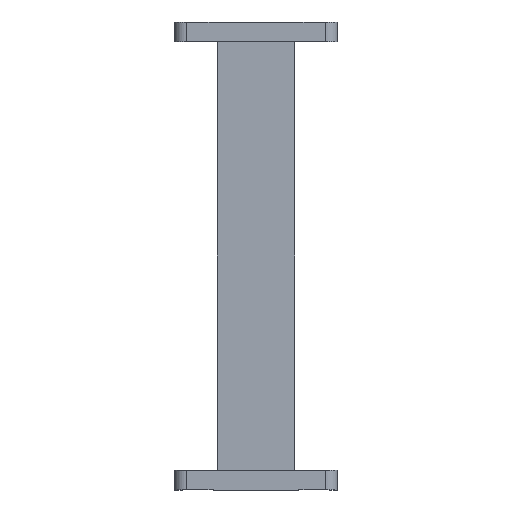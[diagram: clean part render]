
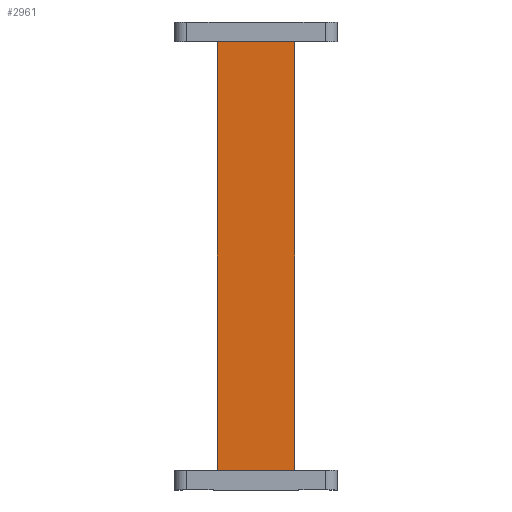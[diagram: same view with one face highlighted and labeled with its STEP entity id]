
A CAD part, front view. The second image highlights one B-rep face of the part: STEP entity #2961.
In plain terms, the highlighted planar face has unit normal (0, -1, 0).
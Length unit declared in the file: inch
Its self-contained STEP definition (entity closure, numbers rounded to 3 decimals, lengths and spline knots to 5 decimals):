
#55 = FACE_OUTER_BOUND ( 'NONE', #1364, .T. ) ;
#153 = DIRECTION ( 'NONE',  ( 0., 0., -1. ) ) ;
#368 = LINE ( 'NONE', #938, #1696 ) ;
#383 = CARTESIAN_POINT ( 'NONE',  ( 0., -0.25, 2.75 ) ) ;
#647 = VERTEX_POINT ( 'NONE', #4231 ) ;
#745 = DIRECTION ( 'NONE',  ( 0., 1., 0. ) ) ;
#834 = ORIENTED_EDGE ( 'NONE', *, *, #889, .F. ) ;
#886 = ORIENTED_EDGE ( 'NONE', *, *, #1627, .T. ) ;
#889 = EDGE_CURVE ( 'NONE', #647, #2439, #368, .T. ) ;
#938 = CARTESIAN_POINT ( 'NONE',  ( -0.5, -0.25, -2.75 ) ) ;
#998 = VERTEX_POINT ( 'NONE', #2438 ) ;
#1014 = LINE ( 'NONE', #383, #4190 ) ;
#1130 = DIRECTION ( 'NONE',  ( 1., 0., 0. ) ) ;
#1364 = EDGE_LOOP ( 'NONE', ( #2755, #1772, #886, #834 ) ) ;
#1390 = CARTESIAN_POINT ( 'NONE',  ( 0.5, -0.25, 2.75 ) ) ;
#1619 = CARTESIAN_POINT ( 'NONE',  ( -0.5, -0.25, 3. ) ) ;
#1627 = EDGE_CURVE ( 'NONE', #998, #2439, #4382, .T. ) ;
#1696 = VECTOR ( 'NONE', #2629, 39.37008 ) ;
#1772 = ORIENTED_EDGE ( 'NONE', *, *, #3232, .T. ) ;
#1847 = CARTESIAN_POINT ( 'NONE',  ( -0.5, -0.25, 3. ) ) ;
#1897 = CARTESIAN_POINT ( 'NONE',  ( 0.5, -0.25, 3. ) ) ;
#1974 = DIRECTION ( 'NONE',  ( 0., 0., -1. ) ) ;
#2083 = DIRECTION ( 'NONE',  ( -1., 0., 0. ) ) ;
#2103 = VERTEX_POINT ( 'NONE', #1390 ) ;
#2438 = CARTESIAN_POINT ( 'NONE',  ( -0.5, -0.25, 2.75 ) ) ;
#2439 = VERTEX_POINT ( 'NONE', #4277 ) ;
#2489 = PLANE ( 'NONE',  #3985 ) ;
#2585 = EDGE_CURVE ( 'NONE', #2103, #647, #4233, .T. ) ;
#2629 = DIRECTION ( 'NONE',  ( -1., 0., 0. ) ) ;
#2755 = ORIENTED_EDGE ( 'NONE', *, *, #2585, .F. ) ;
#2961 = ADVANCED_FACE ( 'NONE', ( #55 ), #2489, .F. ) ;
#3128 = VECTOR ( 'NONE', #1974, 39.37008 ) ;
#3232 = EDGE_CURVE ( 'NONE', #2103, #998, #1014, .T. ) ;
#3985 = AXIS2_PLACEMENT_3D ( 'NONE', #1847, #745, #1130 ) ;
#4116 = VECTOR ( 'NONE', #153, 39.37008 ) ;
#4190 = VECTOR ( 'NONE', #2083, 39.37008 ) ;
#4231 = CARTESIAN_POINT ( 'NONE',  ( 0.5, -0.25, -2.75 ) ) ;
#4233 = LINE ( 'NONE', #1897, #4116 ) ;
#4277 = CARTESIAN_POINT ( 'NONE',  ( -0.5, -0.25, -2.75 ) ) ;
#4382 = LINE ( 'NONE', #1619, #3128 ) ;
